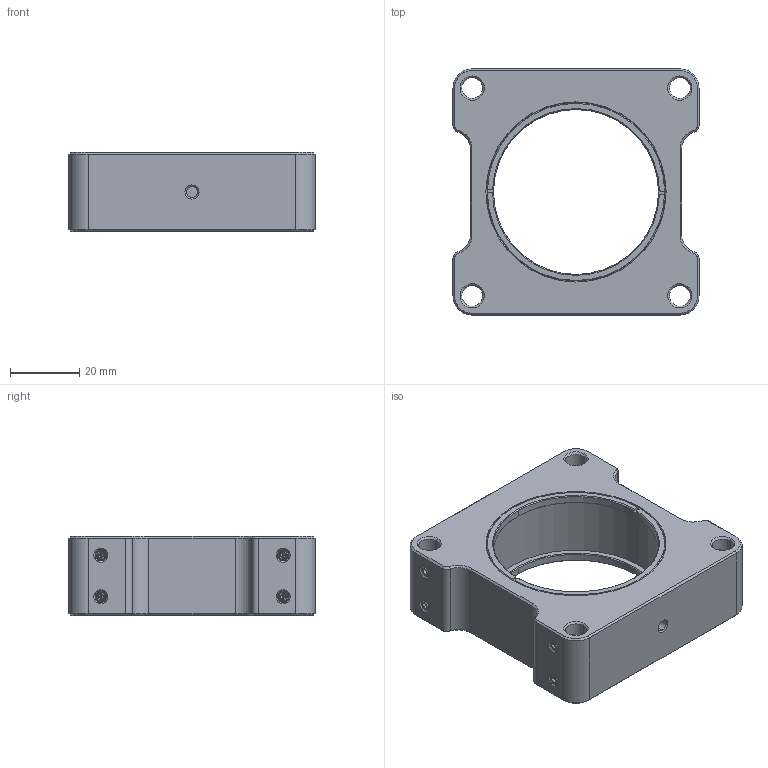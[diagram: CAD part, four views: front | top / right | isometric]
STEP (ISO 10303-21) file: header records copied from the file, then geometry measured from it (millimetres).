
FILE_DESCRIPTION (( 'STEP AP214' ), '1' );
FILE_NAME ('2.3.1.6_L60B-SM2H_60mm笼板，用于2.0英寸光学元件，22.9mm厚，附带两个SM2卡环，M4螺纹.STEP', '2021-07-21T08:19:57', ( 'Microsoft' ), ( 'Microsoft' ), 'SwSTEP 2.0', 'SolidWorks 2018', '' );
FILE_SCHEMA (( 'AUTOMOTIVE_DESIGN' ));
Length unit declared in the file: millimetre
Products named in the file (1): 2.3.1.6_L60B-SM2H_60mm笼板，用于2.0英寸光学元件，22.9mm厚，附带两个SM2卡环，M4螺纹
Bounding box: 71.1 x 71.1 x 22.9 mm (x, y, z)
Surface area: 19264.7 mm2 (no closed solid volume)
Topology: 0 solids, 19 shells, 318 faces, 750 edges, 428 vertices
Faces by surface type: cone 150, plane 108, cylinder 60
Entity records: 12939 total; most frequent: CARTESIAN_POINT 2233, DIRECTION 1600, ORIENTED_EDGE 1348, EDGE_CURVE 734, AXIS2_PLACEMENT_3D 627, VERTEX_POINT 428, EDGE_LOOP 355, VECTOR 346
